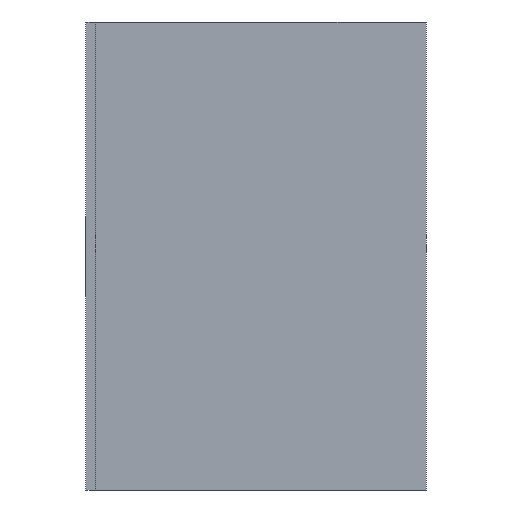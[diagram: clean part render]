
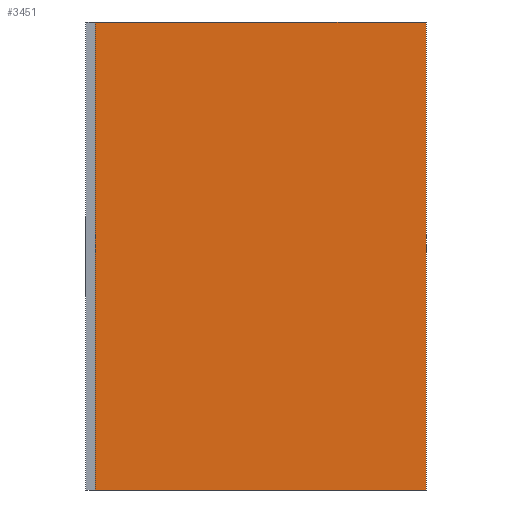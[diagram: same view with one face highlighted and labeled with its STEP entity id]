
A CAD part, left-side view. The second image highlights one B-rep face of the part: STEP entity #3451.
In plain terms, the highlighted planar face has unit normal (-1, 0, 0).
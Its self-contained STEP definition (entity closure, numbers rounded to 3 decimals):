
#1 = AXIS2_PLACEMENT_3D ( 'NONE', #1517, #176, #1251 ) ;
#176 = DIRECTION ( 'NONE',  ( 1., 0., 0. ) ) ;
#212 = EDGE_CURVE ( 'NONE', #2990, #696, #1446, .T. ) ;
#245 = FACE_OUTER_BOUND ( 'NONE', #1677, .T. ) ;
#272 = VERTEX_POINT ( 'NONE', #2251 ) ;
#374 = CARTESIAN_POINT ( 'NONE',  ( -0.014, 0., -0.55 ) ) ;
#652 = CARTESIAN_POINT ( 'NONE',  ( -0.014, 0.378, -0.55 ) ) ;
#696 = VERTEX_POINT ( 'NONE', #3465 ) ;
#807 = VERTEX_POINT ( 'NONE', #2843 ) ;
#842 = VECTOR ( 'NONE', #2989, 1000. ) ;
#880 = CARTESIAN_POINT ( 'NONE',  ( -0.014, -0.011, -0.55 ) ) ;
#895 = ORIENTED_EDGE ( 'NONE', *, *, #212, .F. ) ;
#1167 = LINE ( 'NONE', #374, #3088 ) ;
#1251 = DIRECTION ( 'NONE',  ( 0., 1., 0. ) ) ;
#1446 = LINE ( 'NONE', #3364, #2880 ) ;
#1514 = ORIENTED_EDGE ( 'NONE', *, *, #3200, .T. ) ;
#1517 = CARTESIAN_POINT ( 'NONE',  ( -0.014, 0., -0.55 ) ) ;
#1594 = ORIENTED_EDGE ( 'NONE', *, *, #2335, .T. ) ;
#1633 = VECTOR ( 'NONE', #2956, 1000. ) ;
#1642 = CARTESIAN_POINT ( 'NONE',  ( -0.014, 0., 0. ) ) ;
#1677 = EDGE_LOOP ( 'NONE', ( #1594, #895, #3120, #1514 ) ) ;
#1714 = DIRECTION ( 'NONE',  ( 0., 1., 0. ) ) ;
#1910 = LINE ( 'NONE', #1642, #1633 ) ;
#2013 = EDGE_CURVE ( 'NONE', #807, #2990, #1167, .T. ) ;
#2029 = DIRECTION ( 'NONE',  ( 0., 0., 1. ) ) ;
#2071 = PLANE ( 'NONE',  #1 ) ;
#2251 = CARTESIAN_POINT ( 'NONE',  ( -0.014, -0.011, 0. ) ) ;
#2335 = EDGE_CURVE ( 'NONE', #272, #696, #1910, .T. ) ;
#2497 = LINE ( 'NONE', #880, #842 ) ;
#2843 = CARTESIAN_POINT ( 'NONE',  ( -0.014, -0.011, -0.55 ) ) ;
#2880 = VECTOR ( 'NONE', #2029, 1000. ) ;
#2956 = DIRECTION ( 'NONE',  ( 0., 1., 0. ) ) ;
#2989 = DIRECTION ( 'NONE',  ( 0., 0., 1. ) ) ;
#2990 = VERTEX_POINT ( 'NONE', #652 ) ;
#3088 = VECTOR ( 'NONE', #1714, 1000. ) ;
#3120 = ORIENTED_EDGE ( 'NONE', *, *, #2013, .F. ) ;
#3200 = EDGE_CURVE ( 'NONE', #807, #272, #2497, .T. ) ;
#3364 = CARTESIAN_POINT ( 'NONE',  ( -0.014, 0.378, -0.55 ) ) ;
#3451 = ADVANCED_FACE ( 'NONE', ( #245 ), #2071, .F. ) ;
#3465 = CARTESIAN_POINT ( 'NONE',  ( -0.014, 0.378, 0. ) ) ;
